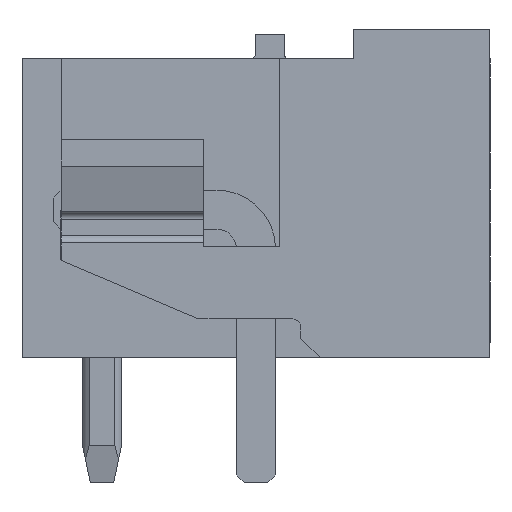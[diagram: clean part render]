
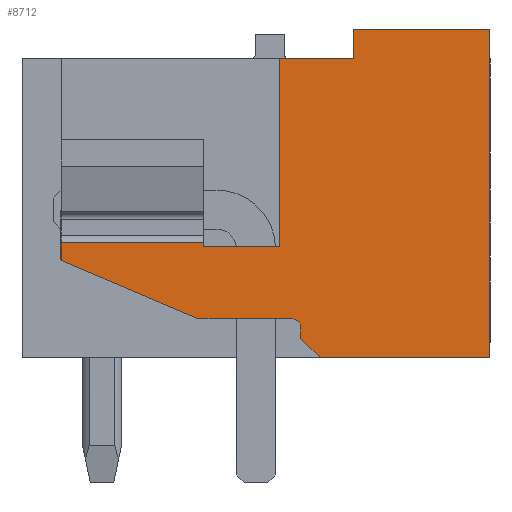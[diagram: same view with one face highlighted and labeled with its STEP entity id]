
A CAD part, left-side view. The second image highlights one B-rep face of the part: STEP entity #8712.
In plain terms, the highlighted planar face has unit normal (-1, 0, 0).
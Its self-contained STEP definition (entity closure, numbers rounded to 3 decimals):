
#8456=AXIS2_PLACEMENT_3D('Circle Axis2P3D',#8454,#8455,$) ;
#8683=AXIS2_PLACEMENT_3D('Plane Axis2P3D',#8680,#8681,#8682) ;
#269=CARTESIAN_POINT('Vertex',(0.,3.5,11.63)) ;
#272=CARTESIAN_POINT('Line Origine',(0.,1.75,11.63)) ;
#276=CARTESIAN_POINT('Vertex',(0.,0.,11.63)) ;
#807=CARTESIAN_POINT('Vertex',(0.,5.4,10.88)) ;
#810=CARTESIAN_POINT('Line Origine',(0.,4.45,10.88)) ;
#814=CARTESIAN_POINT('Vertex',(0.,3.5,10.88)) ;
#1172=CARTESIAN_POINT('Vertex',(0.,0.,3.2)) ;
#1175=CARTESIAN_POINT('Line Origine',(0.,2.177,3.2)) ;
#1179=CARTESIAN_POINT('Vertex',(0.,4.354,3.2)) ;
#4162=CARTESIAN_POINT('Line Origine',(0.,0.,7.415)) ;
#8004=CARTESIAN_POINT('Vertex',(0.,7.35,6.15)) ;
#8007=CARTESIAN_POINT('Line Origine',(0.,7.35,6.1)) ;
#8011=CARTESIAN_POINT('Vertex',(0.,7.35,6.05)) ;
#8118=CARTESIAN_POINT('Line Origine',(0.,9.175,6.15)) ;
#8122=CARTESIAN_POINT('Vertex',(0.,11.,6.15)) ;
#8344=CARTESIAN_POINT('Vertex',(0.,7.464,4.2)) ;
#8349=CARTESIAN_POINT('Line Origine',(0.,9.232,4.95)) ;
#8353=CARTESIAN_POINT('Vertex',(0.,11.,5.7)) ;
#8384=CARTESIAN_POINT('Vertex',(0.,5.054,4.2)) ;
#8389=CARTESIAN_POINT('Line Origine',(0.,6.259,4.2)) ;
#8449=CARTESIAN_POINT('Vertex',(0.,4.854,4.)) ;
#8454=CARTESIAN_POINT('Axis2P3D Location',(0.,5.054,4.)) ;
#8480=CARTESIAN_POINT('Vertex',(0.,4.854,3.7)) ;
#8485=CARTESIAN_POINT('Line Origine',(0.,4.854,3.85)) ;
#8507=CARTESIAN_POINT('Line Origine',(0.,4.604,3.45)) ;
#8533=CARTESIAN_POINT('Vertex',(0.,5.4,6.05)) ;
#8538=CARTESIAN_POINT('Line Origine',(0.,5.4,8.465)) ;
#8588=CARTESIAN_POINT('Line Origine',(0.,6.375,6.05)) ;
#8680=CARTESIAN_POINT('Axis2P3D Location',(0.,0.,0.)) ;
#8685=CARTESIAN_POINT('Line Origine',(0.,11.,5.925)) ;
#8690=CARTESIAN_POINT('Line Origine',(0.,3.5,11.255)) ;
#273=DIRECTION('Vector Direction',(0.,-1.,0.)) ;
#811=DIRECTION('Vector Direction',(0.,1.,0.)) ;
#1176=DIRECTION('Vector Direction',(0.,1.,0.)) ;
#4163=DIRECTION('Vector Direction',(0.,0.,-1.)) ;
#8008=DIRECTION('Vector Direction',(0.,0.,1.)) ;
#8119=DIRECTION('Vector Direction',(0.,1.,0.)) ;
#8350=DIRECTION('Vector Direction',(0.,-0.921,-0.391)) ;
#8390=DIRECTION('Vector Direction',(0.,-1.,0.)) ;
#8455=DIRECTION('Axis2P3D Direction',(-1.,0.,0.)) ;
#8486=DIRECTION('Vector Direction',(0.,0.,-1.)) ;
#8508=DIRECTION('Vector Direction',(0.,-0.707,-0.707)) ;
#8539=DIRECTION('Vector Direction',(0.,0.,1.)) ;
#8589=DIRECTION('Vector Direction',(0.,1.,0.)) ;
#8681=DIRECTION('Axis2P3D Direction',(-1.,0.,0.)) ;
#8682=DIRECTION('Axis2P3D XDirection',(0.,-1.,0.)) ;
#8686=DIRECTION('Vector Direction',(0.,0.,-1.)) ;
#8691=DIRECTION('Vector Direction',(0.,0.,1.)) ;
#274=VECTOR('Line Direction',#273,1.) ;
#812=VECTOR('Line Direction',#811,1.) ;
#1177=VECTOR('Line Direction',#1176,1.) ;
#4164=VECTOR('Line Direction',#4163,1.) ;
#8009=VECTOR('Line Direction',#8008,1.) ;
#8120=VECTOR('Line Direction',#8119,1.) ;
#8351=VECTOR('Line Direction',#8350,1.) ;
#8391=VECTOR('Line Direction',#8390,1.) ;
#8487=VECTOR('Line Direction',#8486,1.) ;
#8509=VECTOR('Line Direction',#8508,1.) ;
#8540=VECTOR('Line Direction',#8539,1.) ;
#8590=VECTOR('Line Direction',#8589,1.) ;
#8687=VECTOR('Line Direction',#8686,1.) ;
#8692=VECTOR('Line Direction',#8691,1.) ;
#8696=ORIENTED_EDGE('',*,*,#8013,.T.) ;
#8697=ORIENTED_EDGE('',*,*,#8124,.T.) ;
#8698=ORIENTED_EDGE('',*,*,#8689,.F.) ;
#8699=ORIENTED_EDGE('',*,*,#8355,.F.) ;
#8700=ORIENTED_EDGE('',*,*,#8393,.F.) ;
#8701=ORIENTED_EDGE('',*,*,#8458,.F.) ;
#8702=ORIENTED_EDGE('',*,*,#8489,.F.) ;
#8703=ORIENTED_EDGE('',*,*,#8511,.F.) ;
#8704=ORIENTED_EDGE('',*,*,#1181,.T.) ;
#8705=ORIENTED_EDGE('',*,*,#4166,.T.) ;
#8706=ORIENTED_EDGE('',*,*,#278,.T.) ;
#8707=ORIENTED_EDGE('',*,*,#8694,.T.) ;
#8708=ORIENTED_EDGE('',*,*,#816,.T.) ;
#8709=ORIENTED_EDGE('',*,*,#8542,.F.) ;
#8710=ORIENTED_EDGE('',*,*,#8592,.F.) ;
#8712=ADVANCED_FACE('Housing',(#8711),#8684,.T.) ;
#8457=CIRCLE('generated circle',#8456,0.2) ;
#278=EDGE_CURVE('',#277,#270,#275,.F.) ;
#816=EDGE_CURVE('',#815,#808,#813,.T.) ;
#1181=EDGE_CURVE('',#1180,#1173,#1178,.F.) ;
#4166=EDGE_CURVE('',#1173,#277,#4165,.F.) ;
#8013=EDGE_CURVE('',#8012,#8005,#8010,.T.) ;
#8124=EDGE_CURVE('',#8005,#8123,#8121,.T.) ;
#8355=EDGE_CURVE('',#8345,#8354,#8352,.F.) ;
#8393=EDGE_CURVE('',#8385,#8345,#8392,.F.) ;
#8458=EDGE_CURVE('',#8450,#8385,#8457,.T.) ;
#8489=EDGE_CURVE('',#8481,#8450,#8488,.F.) ;
#8511=EDGE_CURVE('',#1180,#8481,#8510,.F.) ;
#8542=EDGE_CURVE('',#8534,#808,#8541,.T.) ;
#8592=EDGE_CURVE('',#8012,#8534,#8591,.F.) ;
#8689=EDGE_CURVE('',#8354,#8123,#8688,.F.) ;
#8694=EDGE_CURVE('',#270,#815,#8693,.F.) ;
#8695=EDGE_LOOP('',(#8696,#8697,#8698,#8699,#8700,#8701,#8702,#8703,#8704,#8705,#8706,#8707,#8708,#8709,#8710)) ;
#8711=FACE_OUTER_BOUND('',#8695,.T.) ;
#275=LINE('Line',#272,#274) ;
#813=LINE('Line',#810,#812) ;
#1178=LINE('Line',#1175,#1177) ;
#4165=LINE('Line',#4162,#4164) ;
#8010=LINE('Line',#8007,#8009) ;
#8121=LINE('Line',#8118,#8120) ;
#8352=LINE('Line',#8349,#8351) ;
#8392=LINE('Line',#8389,#8391) ;
#8488=LINE('Line',#8485,#8487) ;
#8510=LINE('Line',#8507,#8509) ;
#8541=LINE('Line',#8538,#8540) ;
#8591=LINE('Line',#8588,#8590) ;
#8688=LINE('Line',#8685,#8687) ;
#8693=LINE('Line',#8690,#8692) ;
#8684=PLANE('',#8683) ;
#270=VERTEX_POINT('',#269) ;
#277=VERTEX_POINT('',#276) ;
#808=VERTEX_POINT('',#807) ;
#815=VERTEX_POINT('',#814) ;
#1173=VERTEX_POINT('',#1172) ;
#1180=VERTEX_POINT('',#1179) ;
#8005=VERTEX_POINT('',#8004) ;
#8012=VERTEX_POINT('',#8011) ;
#8123=VERTEX_POINT('',#8122) ;
#8345=VERTEX_POINT('',#8344) ;
#8354=VERTEX_POINT('',#8353) ;
#8385=VERTEX_POINT('',#8384) ;
#8450=VERTEX_POINT('',#8449) ;
#8481=VERTEX_POINT('',#8480) ;
#8534=VERTEX_POINT('',#8533) ;
